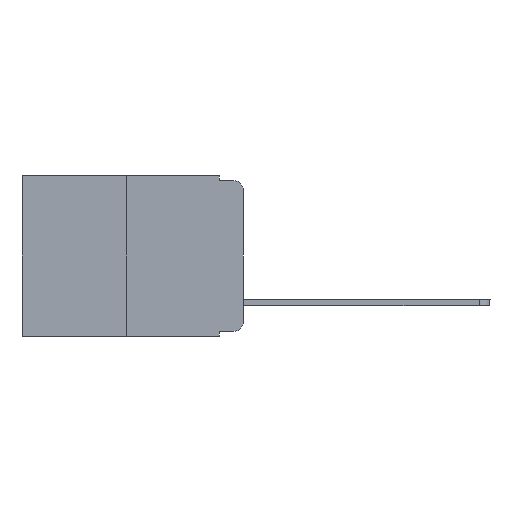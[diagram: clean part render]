
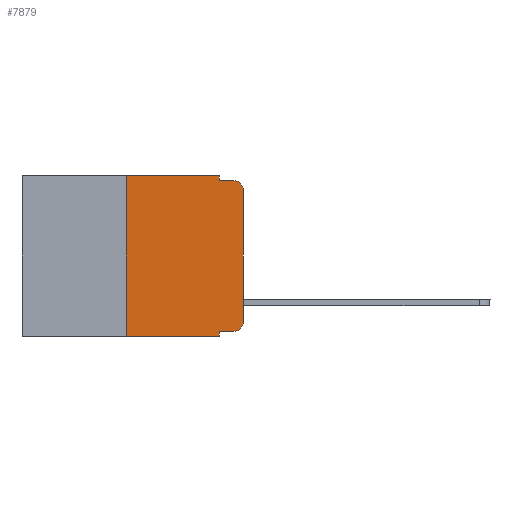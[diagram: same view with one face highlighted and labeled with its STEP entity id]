
A CAD part, left-side view. The second image highlights one B-rep face of the part: STEP entity #7879.
In plain terms, the highlighted planar face has unit normal (-1, 0, 0).
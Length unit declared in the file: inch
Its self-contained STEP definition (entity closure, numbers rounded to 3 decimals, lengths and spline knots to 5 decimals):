
#191 = EDGE_CURVE ( 'NONE', #11482, #4705, #2371, .T. ) ;
#327 = PLANE ( 'NONE',  #5294 ) ;
#518 = DIRECTION ( 'NONE',  ( 0., 0., -1. ) ) ;
#761 = ORIENTED_EDGE ( 'NONE', *, *, #11753, .F. ) ;
#810 = EDGE_CURVE ( 'NONE', #7118, #6062, #6229, .T. ) ;
#836 = EDGE_LOOP ( 'NONE', ( #10034, #4356, #761, #10516, #3219, #10790, #4905, #11375, #7408, #4040 ) ) ;
#1091 = CARTESIAN_POINT ( 'NONE',  ( 0., 0.02, -0.313 ) ) ;
#1257 = VECTOR ( 'NONE', #3334, 39.37008 ) ;
#1660 = LINE ( 'NONE', #3379, #3531 ) ;
#1791 = VECTOR ( 'NONE', #10142, 39.37008 ) ;
#2065 = CARTESIAN_POINT ( 'NONE',  ( 0., 0., -0.313 ) ) ;
#2371 = CIRCLE ( 'NONE', #9439, 0.02 ) ;
#2732 = VECTOR ( 'NONE', #11190, 39.37008 ) ;
#2770 = LINE ( 'NONE', #12234, #12459 ) ;
#3219 = ORIENTED_EDGE ( 'NONE', *, *, #4435, .F. ) ;
#3260 = CARTESIAN_POINT ( 'NONE',  ( 0., 0.02, -0.01 ) ) ;
#3320 = CARTESIAN_POINT ( 'NONE',  ( 0., 0.25, 0. ) ) ;
#3334 = DIRECTION ( 'NONE',  ( 0., 0., 1. ) ) ;
#3337 = DIRECTION ( 'NONE',  ( 0., 0., 1. ) ) ;
#3361 = DIRECTION ( 'NONE',  ( 0., -1., 0. ) ) ;
#3379 = CARTESIAN_POINT ( 'NONE',  ( 0., 0.051, -0.01 ) ) ;
#3475 = CARTESIAN_POINT ( 'NONE',  ( 0., 0.051, 0. ) ) ;
#3531 = VECTOR ( 'NONE', #4574, 39.37008 ) ;
#3570 = CARTESIAN_POINT ( 'NONE',  ( 0., 0.051, -0.333 ) ) ;
#3815 = DIRECTION ( 'NONE',  ( 0., 0., -1. ) ) ;
#4040 = ORIENTED_EDGE ( 'NONE', *, *, #9079, .T. ) ;
#4356 = ORIENTED_EDGE ( 'NONE', *, *, #191, .T. ) ;
#4435 = EDGE_CURVE ( 'NONE', #8808, #11535, #2770, .T. ) ;
#4574 = DIRECTION ( 'NONE',  ( 0., -1., 0. ) ) ;
#4705 = VERTEX_POINT ( 'NONE', #3260 ) ;
#4879 = VECTOR ( 'NONE', #10022, 39.37008 ) ;
#4905 = ORIENTED_EDGE ( 'NONE', *, *, #10885, .T. ) ;
#4935 = CARTESIAN_POINT ( 'NONE',  ( 0., 0.25, 0. ) ) ;
#5294 = AXIS2_PLACEMENT_3D ( 'NONE', #7084, #6144, #518 ) ;
#5319 = CARTESIAN_POINT ( 'NONE',  ( 0., 0.473, -0.343 ) ) ;
#5334 = VECTOR ( 'NONE', #3337, 39.37008 ) ;
#5619 = DIRECTION ( 'NONE',  ( 0., -1., 0. ) ) ;
#6062 = VERTEX_POINT ( 'NONE', #12470 ) ;
#6078 = FACE_OUTER_BOUND ( 'NONE', #836, .T. ) ;
#6130 = VECTOR ( 'NONE', #3361, 39.37008 ) ;
#6144 = DIRECTION ( 'NONE',  ( 1., 0., 0. ) ) ;
#6156 = VERTEX_POINT ( 'NONE', #6986 ) ;
#6229 = LINE ( 'NONE', #9890, #4879 ) ;
#6338 = CARTESIAN_POINT ( 'NONE',  ( 0., 0.02, -0.03 ) ) ;
#6526 = CIRCLE ( 'NONE', #9924, 0.02 ) ;
#6528 = DIRECTION ( 'NONE',  ( -1., 0., 0. ) ) ;
#6720 = DIRECTION ( 'NONE',  ( -1., 0., 0. ) ) ;
#6773 = VERTEX_POINT ( 'NONE', #2065 ) ;
#6893 = EDGE_CURVE ( 'NONE', #11535, #6930, #8238, .T. ) ;
#6930 = VERTEX_POINT ( 'NONE', #10081 ) ;
#6986 = CARTESIAN_POINT ( 'NONE',  ( 0., 0.25, -0.343 ) ) ;
#7084 = CARTESIAN_POINT ( 'NONE',  ( 0., 0.473, 0. ) ) ;
#7117 = LINE ( 'NONE', #9838, #1257 ) ;
#7118 = VERTEX_POINT ( 'NONE', #3570 ) ;
#7408 = ORIENTED_EDGE ( 'NONE', *, *, #810, .T. ) ;
#7669 = CARTESIAN_POINT ( 'NONE',  ( 0., 0., -0.03 ) ) ;
#7879 = ADVANCED_FACE ( 'NONE', ( #6078 ), #327, .F. ) ;
#7991 = CARTESIAN_POINT ( 'NONE',  ( 0., 0.051, 0. ) ) ;
#8238 = LINE ( 'NONE', #11025, #1791 ) ;
#8808 = VERTEX_POINT ( 'NONE', #3320 ) ;
#9079 = EDGE_CURVE ( 'NONE', #6062, #6773, #6526, .T. ) ;
#9102 = LINE ( 'NONE', #5319, #6130 ) ;
#9137 = CARTESIAN_POINT ( 'NONE',  ( 0., 0.051, -0.343 ) ) ;
#9178 = DIRECTION ( 'NONE',  ( 0., 0., -1. ) ) ;
#9439 = AXIS2_PLACEMENT_3D ( 'NONE', #6338, #6528, #9178 ) ;
#9793 = LINE ( 'NONE', #4935, #5334 ) ;
#9838 = CARTESIAN_POINT ( 'NONE',  ( 0., 0., 0. ) ) ;
#9890 = CARTESIAN_POINT ( 'NONE',  ( 0., 0.051, -0.333 ) ) ;
#9906 = EDGE_CURVE ( 'NONE', #6773, #11482, #7117, .T. ) ;
#9924 = AXIS2_PLACEMENT_3D ( 'NONE', #1091, #6720, #3815 ) ;
#10022 = DIRECTION ( 'NONE',  ( 0., -1., 0. ) ) ;
#10034 = ORIENTED_EDGE ( 'NONE', *, *, #9906, .T. ) ;
#10081 = CARTESIAN_POINT ( 'NONE',  ( 0., 0.051, -0.01 ) ) ;
#10133 = VERTEX_POINT ( 'NONE', #9137 ) ;
#10142 = DIRECTION ( 'NONE',  ( 0., 0., -1. ) ) ;
#10516 = ORIENTED_EDGE ( 'NONE', *, *, #6893, .F. ) ;
#10790 = ORIENTED_EDGE ( 'NONE', *, *, #11133, .F. ) ;
#10885 = EDGE_CURVE ( 'NONE', #6156, #10133, #9102, .T. ) ;
#11025 = CARTESIAN_POINT ( 'NONE',  ( 0., 0.051, 0. ) ) ;
#11133 = EDGE_CURVE ( 'NONE', #6156, #8808, #9793, .T. ) ;
#11190 = DIRECTION ( 'NONE',  ( 0., 0., -1. ) ) ;
#11375 = ORIENTED_EDGE ( 'NONE', *, *, #12119, .F. ) ;
#11482 = VERTEX_POINT ( 'NONE', #7669 ) ;
#11535 = VERTEX_POINT ( 'NONE', #7991 ) ;
#11753 = EDGE_CURVE ( 'NONE', #6930, #4705, #1660, .T. ) ;
#12119 = EDGE_CURVE ( 'NONE', #7118, #10133, #12123, .T. ) ;
#12123 = LINE ( 'NONE', #3475, #2732 ) ;
#12234 = CARTESIAN_POINT ( 'NONE',  ( 0., 0.473, 0. ) ) ;
#12459 = VECTOR ( 'NONE', #5619, 39.37008 ) ;
#12470 = CARTESIAN_POINT ( 'NONE',  ( 0., 0.02, -0.333 ) ) ;
